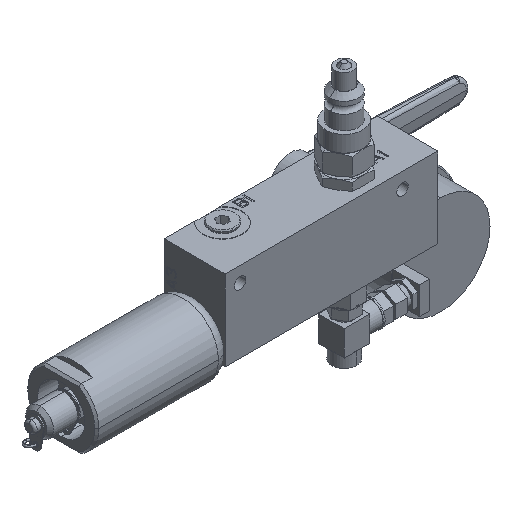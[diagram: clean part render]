
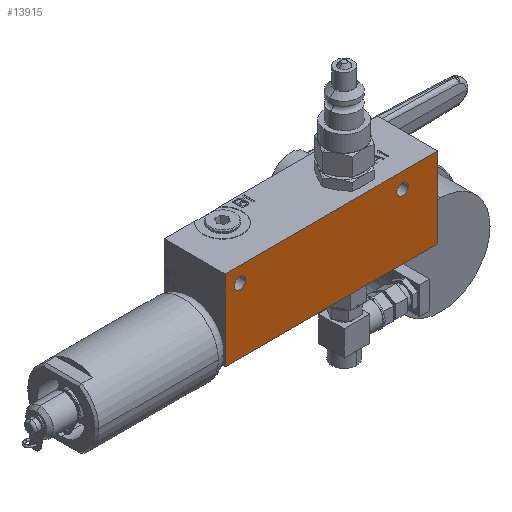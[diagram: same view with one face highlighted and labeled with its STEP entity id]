
A CAD part, isometric view. The second image highlights one B-rep face of the part: STEP entity #13915.
In plain terms, the highlighted planar face has unit normal (0, -1, 0).
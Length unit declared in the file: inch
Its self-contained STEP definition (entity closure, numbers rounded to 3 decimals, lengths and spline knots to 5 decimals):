
#1654=DIRECTION('',(0.,0.,1.));
#1655=VECTOR('',#1654,1.985);
#1656=CARTESIAN_POINT('',(-2.625,0.,-1.));
#1657=LINE('',#1656,#1655);
#1661=DIRECTION('',(1.,0.,0.));
#1662=VECTOR('',#1661,5.25);
#1663=CARTESIAN_POINT('',(-2.625,0.,0.985));
#1664=LINE('',#1663,#1662);
#1668=DIRECTION('',(0.,0.,-1.));
#1669=VECTOR('',#1668,1.985);
#1670=CARTESIAN_POINT('',(2.625,0.,0.985));
#1671=LINE('',#1670,#1669);
#1675=DIRECTION('',(-1.,0.,0.));
#1676=VECTOR('',#1675,5.25);
#1677=CARTESIAN_POINT('',(2.625,0.,-1.));
#1678=LINE('',#1677,#1676);
#1682=CARTESIAN_POINT('',(-2.25,0.,0.605));
#1683=DIRECTION('',(0.,-1.,0.));
#1684=DIRECTION('',(1.,0.,0.));
#1685=AXIS2_PLACEMENT_3D('',#1682,#1683,#1684);
#1690=CARTESIAN_POINT('',(-2.25,0.,0.605));
#1691=DIRECTION('',(0.,-1.,0.));
#1692=DIRECTION('',(-1.,0.,0.));
#1693=AXIS2_PLACEMENT_3D('',#1690,#1691,#1692);
#1698=CARTESIAN_POINT('',(1.75,0.,0.605));
#1699=DIRECTION('',(0.,-1.,0.));
#1700=DIRECTION('',(1.,0.,0.));
#1701=AXIS2_PLACEMENT_3D('',#1698,#1699,#1700);
#1706=CARTESIAN_POINT('',(1.75,0.,0.605));
#1707=DIRECTION('',(0.,-1.,0.));
#1708=DIRECTION('',(-1.,0.,0.));
#1709=AXIS2_PLACEMENT_3D('',#1706,#1707,#1708);
#11100=CARTESIAN_POINT('',(-2.625,0.,-1.));
#11101=CARTESIAN_POINT('',(-2.625,0.,0.985));
#11102=VERTEX_POINT('',#11100);
#11103=VERTEX_POINT('',#11101);
#11104=CARTESIAN_POINT('',(2.625,0.,0.985));
#11105=VERTEX_POINT('',#11104);
#11106=CARTESIAN_POINT('',(2.625,0.,-1.));
#11107=VERTEX_POINT('',#11106);
#11132=CARTESIAN_POINT('',(-2.1095,0.,0.605));
#11133=CARTESIAN_POINT('',(-2.3905,0.,0.605));
#11134=VERTEX_POINT('',#11132);
#11135=VERTEX_POINT('',#11133);
#11314=CARTESIAN_POINT('',(1.8905,0.,0.605));
#11315=CARTESIAN_POINT('',(1.6095,0.,0.605));
#11316=VERTEX_POINT('',#11314);
#11317=VERTEX_POINT('',#11315);
#13890=CARTESIAN_POINT('',(0.,0.,0.));
#13891=DIRECTION('',(0.,1.,0.));
#13892=DIRECTION('',(1.,0.,0.));
#13893=AXIS2_PLACEMENT_3D('',#13890,#13891,#13892);
#13894=PLANE('',#13893);
#13896=ORIENTED_EDGE('',*,*,#13895,.T.);
#13897=ORIENTED_EDGE('',*,*,#12922,.T.);
#13899=ORIENTED_EDGE('',*,*,#13898,.T.);
#13901=ORIENTED_EDGE('',*,*,#13900,.T.);
#13902=EDGE_LOOP('',(#13896,#13897,#13899,#13901));
#13903=FACE_OUTER_BOUND('',#13902,.F.);
#13904=ORIENTED_EDGE('',*,*,#13880,.T.);
#13906=ORIENTED_EDGE('',*,*,#13905,.T.);
#13907=EDGE_LOOP('',(#13904,#13906));
#13908=FACE_BOUND('',#13907,.F.);
#13910=ORIENTED_EDGE('',*,*,#13909,.T.);
#13912=ORIENTED_EDGE('',*,*,#13911,.T.);
#13913=EDGE_LOOP('',(#13910,#13912));
#13914=FACE_BOUND('',#13913,.F.);
#1686=CIRCLE('',#1685,0.1405);
#1694=CIRCLE('',#1693,0.1405);
#1702=CIRCLE('',#1701,0.1405);
#1710=CIRCLE('',#1709,0.1405);
#12922=EDGE_CURVE('',#11103,#11105,#1664,.T.);
#13880=EDGE_CURVE('',#11134,#11135,#1686,.T.);
#13895=EDGE_CURVE('',#11102,#11103,#1657,.T.);
#13898=EDGE_CURVE('',#11105,#11107,#1671,.T.);
#13900=EDGE_CURVE('',#11107,#11102,#1678,.T.);
#13905=EDGE_CURVE('',#11135,#11134,#1694,.T.);
#13909=EDGE_CURVE('',#11316,#11317,#1702,.T.);
#13911=EDGE_CURVE('',#11317,#11316,#1710,.T.);
#13915=ADVANCED_FACE('',(#13903,#13908,#13914),#13894,.F.);
